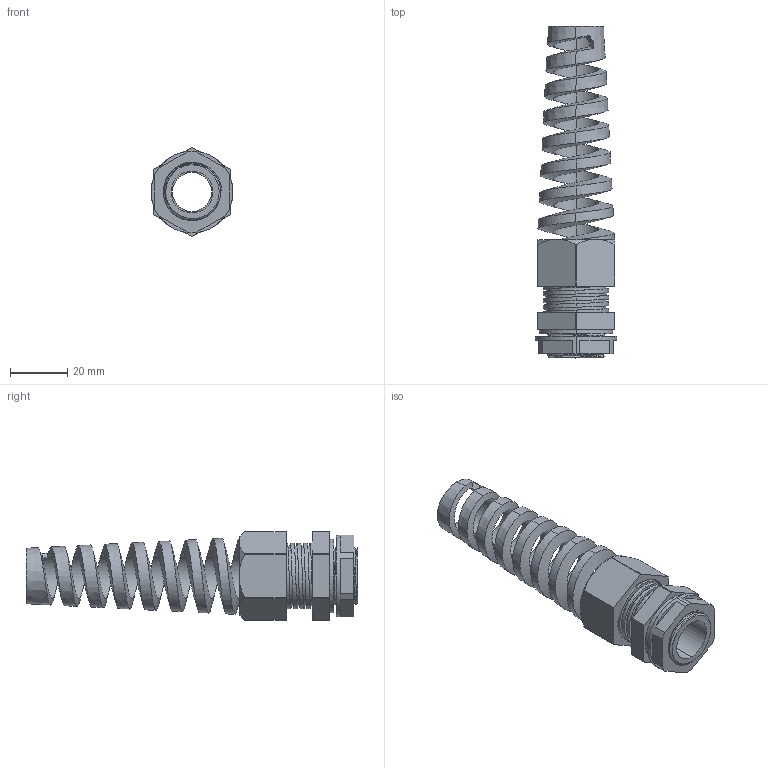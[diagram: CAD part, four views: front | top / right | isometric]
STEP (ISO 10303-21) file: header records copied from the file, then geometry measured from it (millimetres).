
FILE_DESCRIPTION (( 'STEP AP203' ), '1' );
FILE_NAME ('BMSPX-23-W.step', '2016-02-11T13:27:23', ( '' ), ( '' ), 'SwSTEP 2.0', 'SolidWorks 2015', '' );
FILE_SCHEMA (( 'CONFIG_CONTROL_DESIGN' ));
Length unit declared in the file: millimetre
Products named in the file (1): BMSPX-23-W
Bounding box: 28.6 x 116 x 31 mm (x, y, z)
Volume: 22678 mm3; surface area: 22863.7 mm2
Topology: 5 solids, 5 shells, 240 faces, 679 edges, 451 vertices
Faces by surface type: plane 104, cylinder 95, cone 25, bspline 14, torus 2
Entity records: 15222 total; most frequent: CARTESIAN_POINT 9350, ORIENTED_EDGE 1358, DIRECTION 1090, EDGE_CURVE 679, VERTEX_POINT 451, AXIS2_PLACEMENT_3D 396, VECTOR 298, LINE 298
